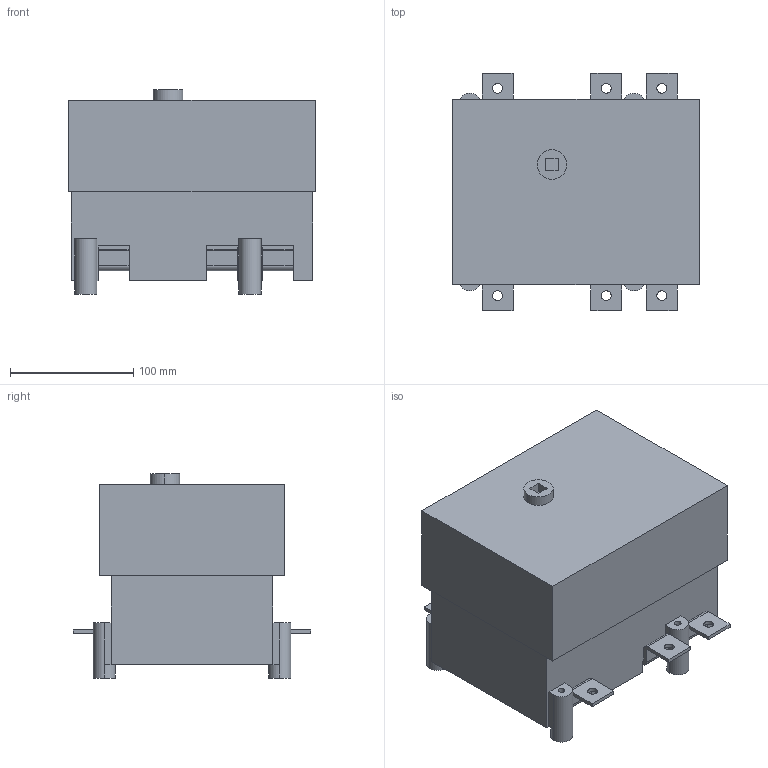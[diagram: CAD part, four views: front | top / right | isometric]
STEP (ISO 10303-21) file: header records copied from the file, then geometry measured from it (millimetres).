
FILE_DESCRIPTION((''),'2;1');
FILE_NAME('3d_GE0200B.stp','2013-07-10T14:27:13',(''),(''),'Mechanical Desktop 2011','Mechanical Desktop 2011',', , ');
FILE_SCHEMA(('CONFIG_CONTROL_DESIGN'));
Length unit declared in the file: millimetre
Products named in the file (1): Product
Bounding box: 200 x 192 x 165.5 mm (x, y, z)
Volume: 4033675.6 mm3; surface area: 202485.5 mm2
Topology: 7 solids, 7 shells, 159 faces, 2294 edges, 4016 vertices
Faces by surface type: plane 117, cylinder 42
Entity records: 16368 total; most frequent: CARTESIAN_POINT 4639, DIRECTION 2743, VECTOR 2165, LINE 2165, TRIMMED_CURVE 1864, ORIENTED_EDGE 860, EDGE_CURVE 430, AXIS2_PLACEMENT_3D 289
